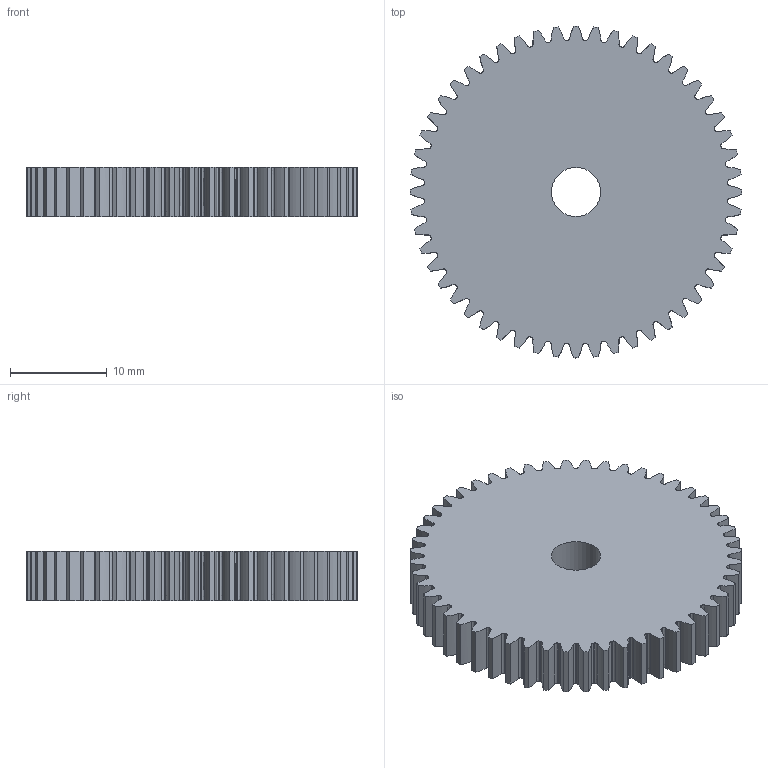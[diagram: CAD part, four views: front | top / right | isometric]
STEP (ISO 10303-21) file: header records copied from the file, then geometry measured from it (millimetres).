
FILE_DESCRIPTION(/* description */ (''),/* implementation_level */ '2;1');
FILE_NAME(/* name */ '52t Gear v1.step',/* time_stamp */ '2019-06-07T22:21:18-07:00',/* author */ (''),/* organization */ (''),/* preprocessor_version */ 'ST-DEVELOPER v18',/* originating_system */ 'Autodesk Translation Framework v8.2.0.1029',/* authorisation */ '');
FILE_SCHEMA (('AUTOMOTIVE_DESIGN { 1 0 10303 214 3 1 1 }'));
Products named in the file (2): 52t Gear; Spur Gear (52 teeth)
Assembly tree (1 placements, depth 2):
  52t Gear
    Spur Gear (52 teeth)
Bounding box: 34.29 x 34.29 x 5.08 mm (x, y, z)
Volume: 4222.5 mm3; surface area: 2784.5 mm2
Topology: 1 solids, 1 shells, 315 faces, 939 edges, 626 vertices
Faces by surface type: bspline 208, cylinder 105, plane 2
Full cylindrical faces by diameter (mm): 5.08 x1
Entity records: 39846 total; most frequent: CARTESIAN_POINT 33291, ORIENTED_EDGE 1878, EDGE_CURVE 939, DIRECTION 745, VERTEX_POINT 626, B_SPLINE_CURVE_WITH_KNOTS 416, AXIS2_PLACEMENT_3D 320, EDGE_LOOP 317
